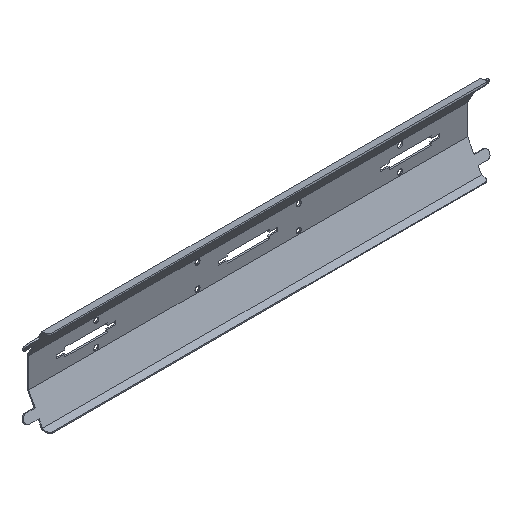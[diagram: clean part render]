
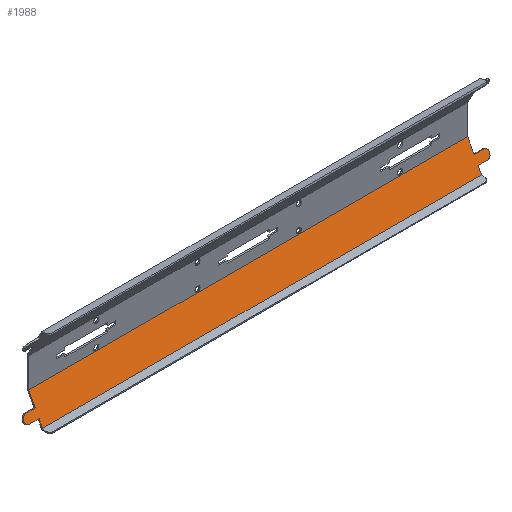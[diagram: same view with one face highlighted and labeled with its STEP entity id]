
A CAD part, isometric view. The second image highlights one B-rep face of the part: STEP entity #1988.
In plain terms, the highlighted planar face has unit normal (0, -0.883, 0.469).
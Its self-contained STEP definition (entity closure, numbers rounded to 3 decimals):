
#13=DIRECTION('',(0.,-0.469,-0.883));
#14=VECTOR('',#13,4.077);
#15=CARTESIAN_POINT('',(-65.,-63.4,-4.4));
#16=LINE('',#15,#14);
#137=DIRECTION('',(0.,0.469,0.883));
#138=VECTOR('',#137,4.077);
#139=CARTESIAN_POINT('',(65.,-65.314,-8.));
#140=LINE('',#139,#138);
#409=DIRECTION('',(1.,0.,0.));
#410=VECTOR('',#409,2.75);
#411=CARTESIAN_POINT('',(65.,-66.488,-10.207));
#412=LINE('',#411,#410);
#421=DIRECTION('',(0.,0.469,0.883));
#422=VECTOR('',#421,2.181);
#423=CARTESIAN_POINT('',(65.,-67.512,-12.133));
#424=LINE('',#423,#422);
#479=DIRECTION('',(0.,-0.469,-0.883));
#480=VECTOR('',#479,2.181);
#481=CARTESIAN_POINT('',(-65.,-66.488,-10.207));
#482=LINE('',#481,#480);
#499=DIRECTION('',(-1.,0.,0.));
#500=VECTOR('',#499,2.75);
#501=CARTESIAN_POINT('',(-65.,-65.314,-8.));
#502=LINE('',#501,#500);
#503=CARTESIAN_POINT('',(67.75,-65.901,-9.104));
#504=DIRECTION('',(0.,0.883,-0.469));
#505=DIRECTION('',(0.,0.469,0.883));
#506=AXIS2_PLACEMENT_3D('',#503,#504,#505);
#508=CARTESIAN_POINT('',(67.75,-65.901,-9.104));
#509=DIRECTION('',(0.,0.883,-0.469));
#510=DIRECTION('',(1.,0.,0.));
#511=AXIS2_PLACEMENT_3D('',#508,#509,#510);
#513=DIRECTION('',(-1.,0.,0.));
#514=VECTOR('',#513,2.75);
#515=CARTESIAN_POINT('',(-65.,-66.488,-10.207));
#516=LINE('',#515,#514);
#517=CARTESIAN_POINT('',(-67.75,-65.901,-9.104));
#518=DIRECTION('',(0.,0.883,-0.469));
#519=DIRECTION('',(0.,-0.469,-0.883));
#520=AXIS2_PLACEMENT_3D('',#517,#518,#519);
#522=CARTESIAN_POINT('',(-67.75,-65.901,-9.104));
#523=DIRECTION('',(0.,0.883,-0.469));
#524=DIRECTION('',(-1.,0.,0.));
#525=AXIS2_PLACEMENT_3D('',#522,#523,#524);
#527=DIRECTION('',(1.,0.,0.));
#528=VECTOR('',#527,130.);
#529=CARTESIAN_POINT('',(-65.,-63.4,-4.4));
#530=LINE('',#529,#528);
#531=DIRECTION('',(1.,0.,0.));
#532=VECTOR('',#531,2.75);
#533=CARTESIAN_POINT('',(65.,-65.314,-8.));
#534=LINE('',#533,#532);
#540=DIRECTION('',(1.,0.,0.));
#541=VECTOR('',#540,130.);
#542=CARTESIAN_POINT('',(-65.,-67.512,-12.133));
#543=LINE('',#542,#541);
#1103=CARTESIAN_POINT('',(-65.,-63.4,-4.4));
#1104=VERTEX_POINT('',#1103);
#1105=CARTESIAN_POINT('',(-65.,-65.314,-8.));
#1106=VERTEX_POINT('',#1105);
#1165=CARTESIAN_POINT('',(65.,-65.314,-8.));
#1166=VERTEX_POINT('',#1165);
#1167=CARTESIAN_POINT('',(65.,-63.4,-4.4));
#1168=VERTEX_POINT('',#1167);
#1293=CARTESIAN_POINT('',(67.75,-66.488,
-10.207));
#1294=VERTEX_POINT('',#1293);
#1295=CARTESIAN_POINT('',(69.,-65.901,-9.104));
#1296=VERTEX_POINT('',#1295);
#1297=CARTESIAN_POINT('',(67.75,-65.314,
-8.));
#1298=VERTEX_POINT('',#1297);
#1299=CARTESIAN_POINT('',(65.,-66.488,-10.207));
#1300=VERTEX_POINT('',#1299);
#1305=CARTESIAN_POINT('',(65.,-67.512,-12.133));
#1306=VERTEX_POINT('',#1305);
#1319=CARTESIAN_POINT('',(-65.,-66.488,-10.207));
#1320=VERTEX_POINT('',#1319);
#1321=CARTESIAN_POINT('',(-65.,-67.512,-12.133));
#1322=VERTEX_POINT('',#1321);
#1323=CARTESIAN_POINT('',(-67.75,-66.488,
-10.207));
#1324=VERTEX_POINT('',#1323);
#1325=CARTESIAN_POINT('',(-67.75,-65.314,-8.));
#1326=VERTEX_POINT('',#1325);
#1327=CARTESIAN_POINT('',(-69.,-65.901,-9.104));
#1328=VERTEX_POINT('',#1327);
#1964=CARTESIAN_POINT('',(-65.,-63.4,-4.4));
#1965=DIRECTION('',(0.,-0.883,0.469));
#1966=DIRECTION('',(0.,-0.469,-0.883));
#1967=AXIS2_PLACEMENT_3D('',#1964,#1965,#1966);
#1968=PLANE('',#1967);
#1969=ORIENTED_EDGE('',*,*,#1804,.T.);
#1970=ORIENTED_EDGE('',*,*,#1802,.T.);
#1971=ORIENTED_EDGE('',*,*,#1820,.F.);
#1972=ORIENTED_EDGE('',*,*,#1834,.F.);
#1974=ORIENTED_EDGE('',*,*,#1973,.F.);
#1975=ORIENTED_EDGE('',*,*,#1913,.F.);
#1976=ORIENTED_EDGE('',*,*,#1927,.T.);
#1977=ORIENTED_EDGE('',*,*,#1945,.T.);
#1978=ORIENTED_EDGE('',*,*,#1943,.T.);
#1979=ORIENTED_EDGE('',*,*,#1959,.F.);
#1980=ORIENTED_EDGE('',*,*,#1460,.F.);
#1982=ORIENTED_EDGE('',*,*,#1981,.T.);
#1983=ORIENTED_EDGE('',*,*,#1613,.F.);
#1985=ORIENTED_EDGE('',*,*,#1984,.T.);
#1986=EDGE_LOOP('',(#1969,#1970,#1971,#1972,#1974,#1975,#1976,#1977,#1978,#1979,
#1980,#1982,#1983,#1985));
#1987=FACE_OUTER_BOUND('',#1986,.F.);
#507=CIRCLE('',#506,1.25);
#512=CIRCLE('',#511,1.25);
#521=CIRCLE('',#520,1.25);
#526=CIRCLE('',#525,1.25);
#1460=EDGE_CURVE('',#1104,#1106,#16,.T.);
#1613=EDGE_CURVE('',#1166,#1168,#140,.T.);
#1802=EDGE_CURVE('',#1296,#1294,#512,.T.);
#1804=EDGE_CURVE('',#1298,#1296,#507,.T.);
#1820=EDGE_CURVE('',#1300,#1294,#412,.T.);
#1834=EDGE_CURVE('',#1306,#1300,#424,.T.);
#1913=EDGE_CURVE('',#1320,#1322,#482,.T.);
#1927=EDGE_CURVE('',#1320,#1324,#516,.T.);
#1943=EDGE_CURVE('',#1328,#1326,#526,.T.);
#1945=EDGE_CURVE('',#1324,#1328,#521,.T.);
#1959=EDGE_CURVE('',#1106,#1326,#502,.T.);
#1973=EDGE_CURVE('',#1322,#1306,#543,.T.);
#1981=EDGE_CURVE('',#1104,#1168,#530,.T.);
#1984=EDGE_CURVE('',#1166,#1298,#534,.T.);
#1988=ADVANCED_FACE('',(#1987),#1968,.T.);
